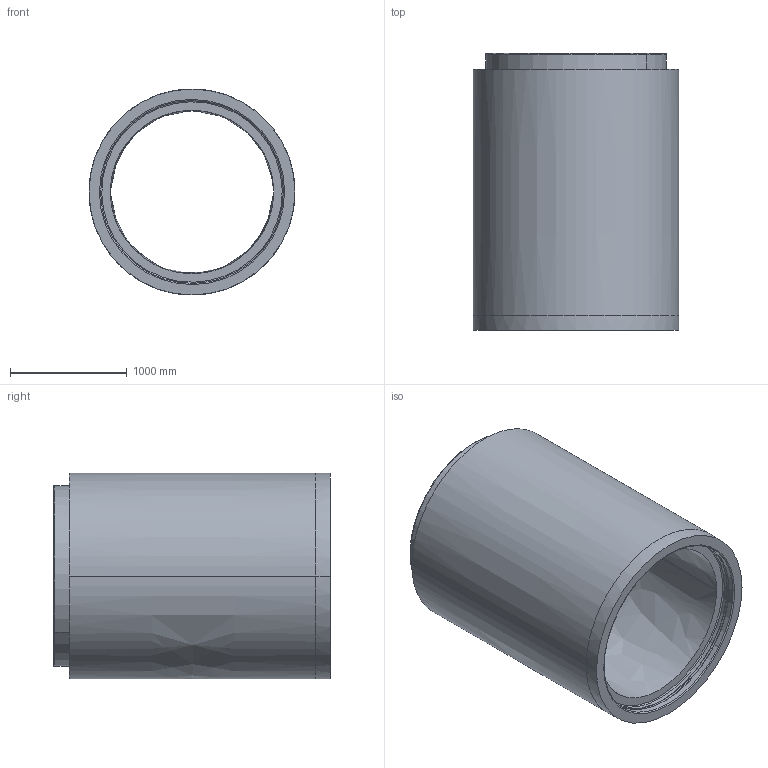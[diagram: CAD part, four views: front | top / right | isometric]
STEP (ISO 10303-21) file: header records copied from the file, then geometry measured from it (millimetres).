
FILE_DESCRIPTION (( 'STEP AP203' ), '1' );
FILE_NAME ('Rudus 1214223 EK-putki 1400x2250.step', '2020-02-28T07:02:30', ( '' ), ( '' ), 'SwSTEP 2.0', 'SolidWorks 2019', '' );
FILE_SCHEMA (( 'CONFIG_CONTROL_DESIGN' ));
Length unit declared in the file: millimetre
Products named in the file (2): EK-osa-putkirunko; Rudus 1214223 EK-putki 1400x2250
Assembly tree (1 placements, depth 2):
  Rudus 1214223 EK-putki 1400x2250
    EK-osa-putkirunko
Bounding box: 1766 x 2375 x 1766 mm (x, y, z)
Volume: 2036125331.6 mm3; surface area: 25373015.1 mm2
Topology: 1 solids, 1 shells, 107 faces, 358 edges, 264 vertices
Faces by surface type: bspline 80, cylinder 12, plane 7, torus 6, cone 2
Entity records: 22977 total; most frequent: CARTESIAN_POINT 20168, ORIENTED_EDGE 716, EDGE_CURVE 358, DIRECTION 308, VERTEX_POINT 264, B_SPLINE_CURVE_WITH_KNOTS 226, AXIS2_PLACEMENT_3D 145, EDGE_LOOP 120
